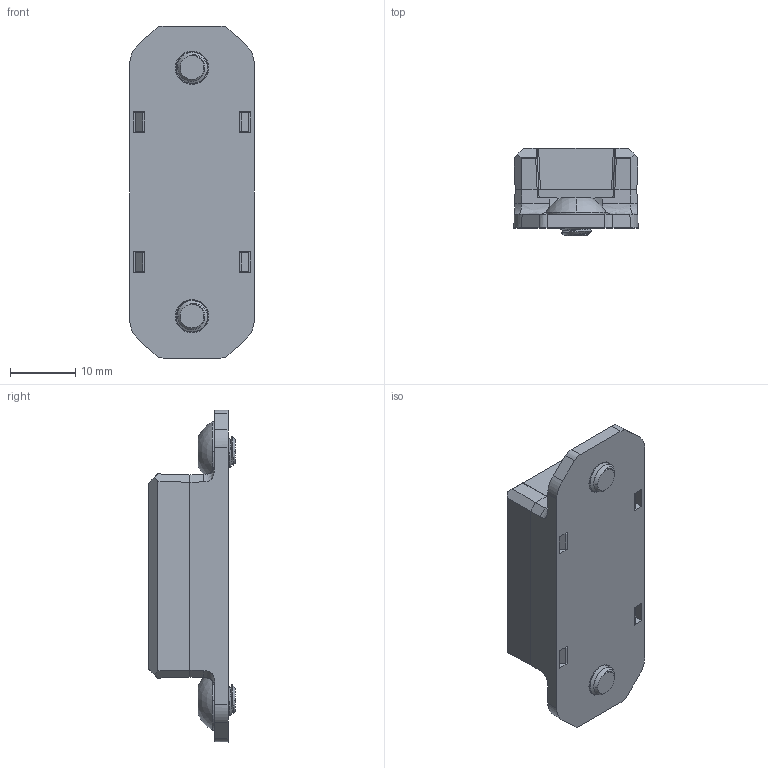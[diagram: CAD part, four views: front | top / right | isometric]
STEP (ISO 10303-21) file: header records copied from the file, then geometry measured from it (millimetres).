
FILE_DESCRIPTION (( 'STEP AP214' ), '1' );
FILE_NAME ('std sensor case 3d print.STEP', '2025-09-10T19:22:48', ( '' ), ( '' ), 'SwSTEP 2.0', 'SolidWorks 2024', '' );
FILE_SCHEMA (( 'AUTOMOTIVE_DESIGN' ));
Length unit declared in the file: inch
Products named in the file (1): std sensor case 3d print
Bounding box: 19.08 x 13.34 x 50.94 mm (x, y, z)
Volume: 4215.7 mm3; surface area: 5658.6 mm2
Topology: 4 solids, 6 shells, 329 faces, 894 edges, 576 vertices
Faces by surface type: plane 190, cylinder 53, bspline 45, cone 34, sphere 4, torus 3
Entity records: 14152 total; most frequent: CARTESIAN_POINT 6387, ORIENTED_EDGE 1780, DIRECTION 1362, EDGE_CURVE 890, VERTEX_POINT 576, LINE 542, VECTOR 542, AXIS2_PLACEMENT_3D 410
